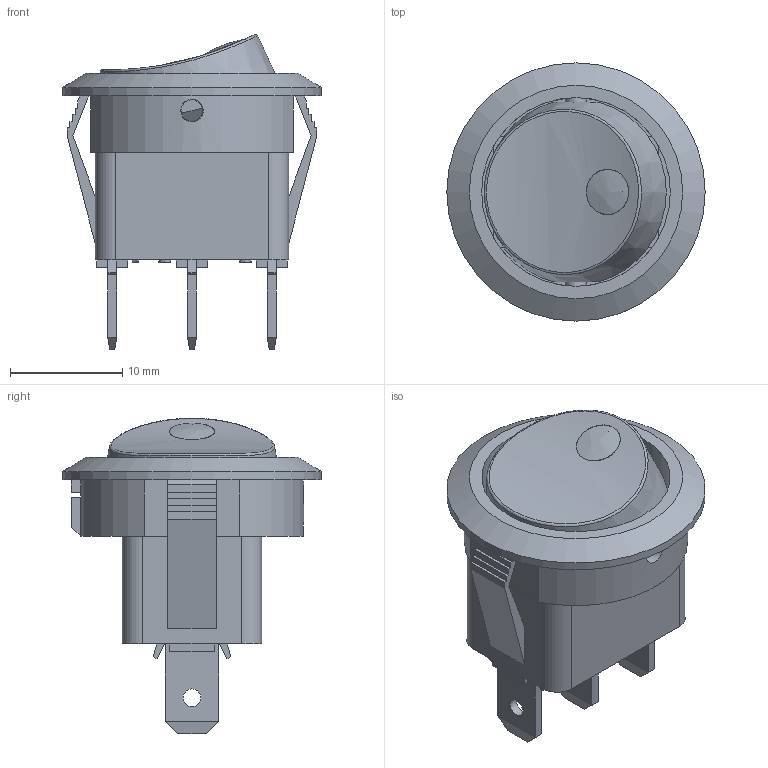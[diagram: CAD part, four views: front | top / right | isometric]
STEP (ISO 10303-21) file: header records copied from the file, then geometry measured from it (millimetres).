
FILE_DESCRIPTION(/* description */ (''),/* implementation_level */ '2;1');
FILE_NAME(/* name */ 'RR111xxx00-2xx.stp',/* time_stamp */ '2021-03-18T16:12:52-05:00',/* author */ ('mwilliams'),/* organization */ (''),/* preprocessor_version */ 'ST-DEVELOPER v18',/* originating_system */ 'Autodesk Inventor 2020',/* authorisation */ '');
FILE_SCHEMA (('AUTOMOTIVE_DESIGN { 1 0 10303 214 3 1 1 }'));
Length unit declared in the file: inch
Products named in the file (1): RR11131100-224_Shrinkwrap_1
Bounding box: 23 x 23 x 28.1 mm (x, y, z)
Volume: 2923.9 mm3; surface area: 4052.4 mm2
Topology: 6 solids, 6 shells, 242 faces, 637 edges, 418 vertices
Faces by surface type: plane 184, cylinder 27, bspline 26, cone 2, sphere 2, torus 1
Full cylindrical faces by diameter (mm): 1.6 x3, 1.9 x2, 2 x2, 3 x1, 4 x2, 4.6 x1, 16.8 x1, 23 x1
Entity records: 8056 total; most frequent: CARTESIAN_POINT 1879, ORIENTED_EDGE 1270, DIRECTION 1081, EDGE_CURVE 635, LINE 493, VECTOR 493, VERTEX_POINT 418, AXIS2_PLACEMENT_3D 294
